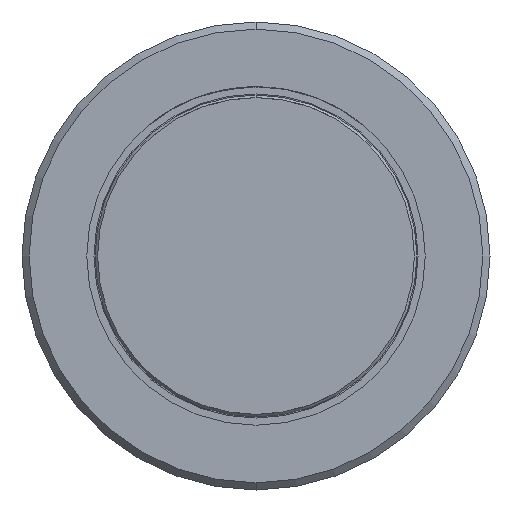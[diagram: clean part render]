
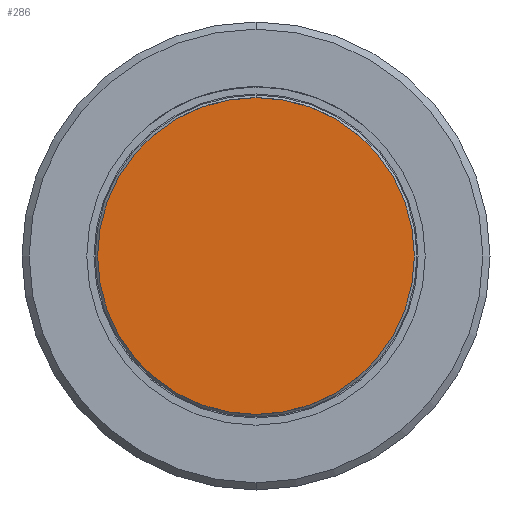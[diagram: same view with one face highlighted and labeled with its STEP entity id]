
A CAD part, front view. The second image highlights one B-rep face of the part: STEP entity #286.
In plain terms, the highlighted planar face has unit normal (0, -1, 0).
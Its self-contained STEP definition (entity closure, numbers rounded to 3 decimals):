
#127 = DIRECTION ( 'NONE',  ( 0., 1., 0. ) ) ;
#233 = DIRECTION ( 'NONE',  ( 0., -1., 0. ) ) ;
#286 = ADVANCED_FACE ( 'Defeature ausgef�hrt1_8', ( #733 ), #1539, .F. ) ;
#510 = EDGE_LOOP ( 'NONE', ( #935, #536 ) ) ;
#536 = ORIENTED_EDGE ( 'NONE', *, *, #573, .T. ) ;
#573 = EDGE_CURVE ( 'Defeature ausgef�hrt1_8+Defeature ausgef�hrt1_15+Defeature ausgef�hrt1_15+Defeature ausgef�hrt1_15', #4205, #4500, #1405, .T. ) ;
#733 = FACE_OUTER_BOUND ( 'NONE', #510, .T. ) ;
#762 = AXIS2_PLACEMENT_3D ( 'NONE', #4293, #127, #2556 ) ;
#935 = ORIENTED_EDGE ( 'NONE', *, *, #1950, .T. ) ;
#1325 = CARTESIAN_POINT ( 'NONE',  ( -2.2, 0., 0. ) ) ;
#1405 = CIRCLE ( 'NONE', #2727, 2.2 ) ;
#1539 = PLANE ( 'NONE',  #762 ) ;
#1950 = EDGE_CURVE ( 'Defeature ausgef�hrt1_8+Defeature ausgef�hrt1_15+Defeature ausgef�hrt1_15+Defeature ausgef�hrt1_15', #4500, #4205, #3665, .T. ) ;
#2556 = DIRECTION ( 'NONE',  ( 1., 0., 0. ) ) ;
#2643 = DIRECTION ( 'NONE',  ( 0., -1., 0. ) ) ;
#2727 = AXIS2_PLACEMENT_3D ( 'NONE', #2975, #2643, #3707 ) ;
#2975 = CARTESIAN_POINT ( 'NONE',  ( 0., 0., 0. ) ) ;
#3116 = AXIS2_PLACEMENT_3D ( 'NONE', #4038, #233, #3342 ) ;
#3342 = DIRECTION ( 'NONE',  ( -1., 0., 0. ) ) ;
#3665 = CIRCLE ( 'NONE', #3116, 2.2 ) ;
#3707 = DIRECTION ( 'NONE',  ( -1., 0., 0. ) ) ;
#3905 = CARTESIAN_POINT ( 'NONE',  ( 2.2, 0., 0. ) ) ;
#4038 = CARTESIAN_POINT ( 'NONE',  ( 0., 0., 0. ) ) ;
#4205 = VERTEX_POINT ( 'NONE', #3905 ) ;
#4293 = CARTESIAN_POINT ( 'NONE',  ( 0., 0., -1.9 ) ) ;
#4500 = VERTEX_POINT ( 'NONE', #1325 ) ;
